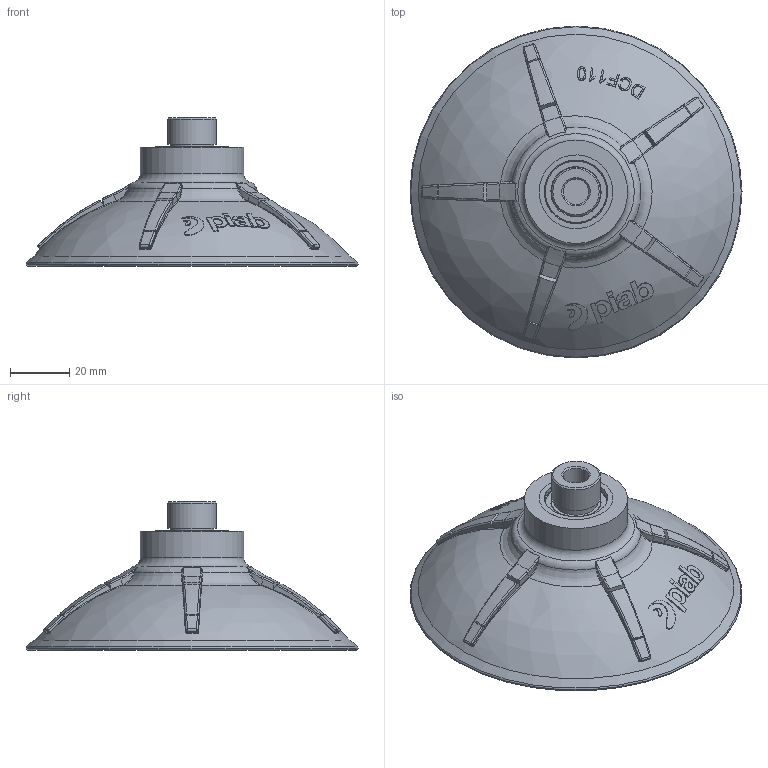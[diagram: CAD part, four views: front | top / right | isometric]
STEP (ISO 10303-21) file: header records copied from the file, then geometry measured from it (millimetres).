
FILE_DESCRIPTION(/* description */ ('Unknown'),/* implementation_level */ '2;1');
FILE_NAME(/* name */ 'SE-0417184',/* time_stamp */ '2017-09-25T14:58:09+02:00',/* author */ ('Unknown'),/* organization */ ('Unknown'),/* preprocessor_version */ 'ST-DEVELOPER v16.7',/* originating_system */ 'DEX',/* authorisation */ $);
FILE_SCHEMA (('AUTOMOTIVE_DESIGN {1 0 10303 214 3 1 1}'));
Length unit declared in the file: millimetre
Products named in the file (4): SE-0417184; SE-0416444; SE-0408103; SE-0407007
Assembly tree (3 placements, depth 2):
  SE-0417184
    SE-0416444
    SE-0408103
    SE-0407007
Bounding box: 112.5 x 112.5 x 50.4 mm (x, y, z)
Volume: 168363.6 mm3; surface area: 29270.5 mm2
Topology: 3 solids, 3 shells, 480 faces, 1223 edges, 758 vertices
Faces by surface type: bspline 354, plane 39, cone 32, torus 26, cylinder 19, sphere 10
Full cylindrical faces by diameter (mm): 8.651 x1, 10.3 x2, 11 x1, 14.8 x2, 14.95 x2, 16.6 x1, 16.662 x2, 19 x2, 21.481 x1, 21.5 x1, 23 x1, 24.5 x1, 25 x1, 35 x1
Entity records: 22793 total; most frequent: CARTESIAN_POINT 13738, ORIENTED_EDGE 2314, EDGE_CURVE 1157, DIRECTION 799, B_SPLINE_CURVE_WITH_KNOTS 794, VERTEX_POINT 749, EDGE_LOOP 550, FACE_BOUND 550
